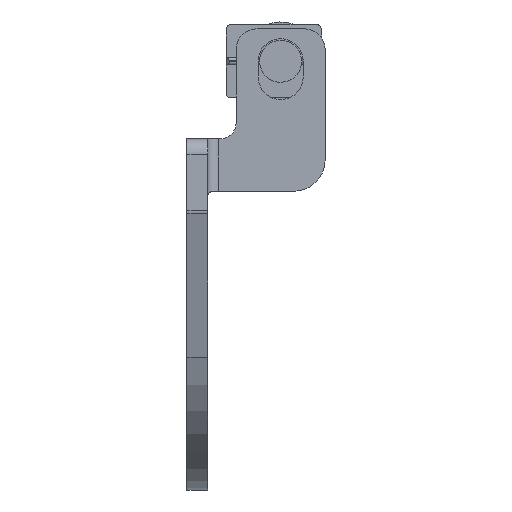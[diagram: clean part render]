
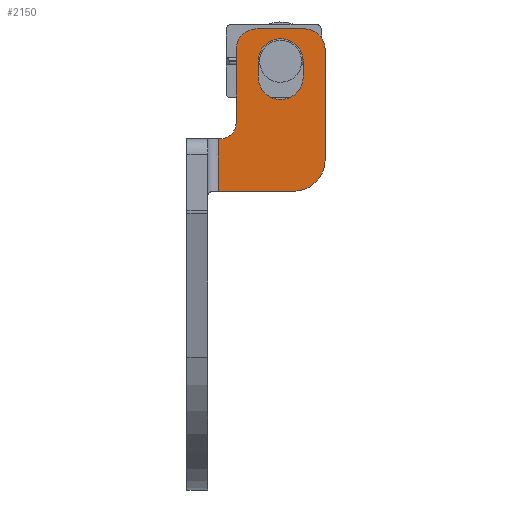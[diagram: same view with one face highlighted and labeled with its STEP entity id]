
A CAD part, front view. The second image highlights one B-rep face of the part: STEP entity #2150.
In plain terms, the highlighted planar face has unit normal (0, -1, 0).
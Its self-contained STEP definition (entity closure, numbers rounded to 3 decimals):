
#1838=AXIS2_PLACEMENT_3D('Circle Axis2P3D',#1836,#1837,$) ;
#1899=AXIS2_PLACEMENT_3D('Circle Axis2P3D',#1897,#1898,$) ;
#1951=AXIS2_PLACEMENT_3D('Circle Axis2P3D',#1949,#1950,$) ;
#1994=AXIS2_PLACEMENT_3D('Circle Axis2P3D',#1992,#1993,$) ;
#2041=AXIS2_PLACEMENT_3D('Circle Axis2P3D',#2039,#2040,$) ;
#2093=AXIS2_PLACEMENT_3D('Circle Axis2P3D',#2091,#2092,$) ;
#2111=AXIS2_PLACEMENT_3D('Plane Axis2P3D',#2108,#2109,#2110) ;
#1819=CARTESIAN_POINT('Vertex',(10.2,4.,28.5)) ;
#1833=CARTESIAN_POINT('Vertex',(13.2,4.,31.5)) ;
#1836=CARTESIAN_POINT('Axis2P3D Location',(10.2,4.,31.5)) ;
#1859=CARTESIAN_POINT('Vertex',(13.2,4.,42.)) ;
#1862=CARTESIAN_POINT('Line Origine',(13.2,4.,36.75)) ;
#1880=CARTESIAN_POINT('Vertex',(4.7,4.,35.)) ;
#1894=CARTESIAN_POINT('Vertex',(3.2,4.,33.5)) ;
#1897=CARTESIAN_POINT('Axis2P3D Location',(3.2,4.,35.)) ;
#1915=CARTESIAN_POINT('Vertex',(4.7,4.,42.)) ;
#1923=CARTESIAN_POINT('Line Origine',(4.7,4.,38.5)) ;
#1941=CARTESIAN_POINT('Vertex',(6.7,4.,44.)) ;
#1949=CARTESIAN_POINT('Axis2P3D Location',(6.7,4.,42.)) ;
#1967=CARTESIAN_POINT('Vertex',(11.2,4.,44.)) ;
#1975=CARTESIAN_POINT('Line Origine',(8.95,4.,44.)) ;
#1992=CARTESIAN_POINT('Axis2P3D Location',(11.2,4.,42.)) ;
#2004=CARTESIAN_POINT('Line Origine',(11.1,4.,40.15)) ;
#2008=CARTESIAN_POINT('Vertex',(11.1,4.,39.4)) ;
#2010=CARTESIAN_POINT('Vertex',(11.1,4.,40.9)) ;
#2039=CARTESIAN_POINT('Axis2P3D Location',(8.95,4.,39.4)) ;
#2043=CARTESIAN_POINT('Vertex',(6.8,4.,39.4)) ;
#2065=CARTESIAN_POINT('Line Origine',(6.8,4.,40.15)) ;
#2069=CARTESIAN_POINT('Vertex',(6.8,4.,40.9)) ;
#2091=CARTESIAN_POINT('Axis2P3D Location',(8.95,4.,40.9)) ;
#2108=CARTESIAN_POINT('Axis2P3D Location',(2.,4.,17.)) ;
#2113=CARTESIAN_POINT('Line Origine',(6.6,4.,28.5)) ;
#2117=CARTESIAN_POINT('Vertex',(3.,4.,28.5)) ;
#2120=CARTESIAN_POINT('Line Origine',(3.1,4.,33.5)) ;
#2124=CARTESIAN_POINT('Vertex',(3.,4.,33.5)) ;
#2127=CARTESIAN_POINT('Line Origine',(3.,4.,31.)) ;
#1837=DIRECTION('Axis2P3D Direction',(0.,-1.,0.)) ;
#1863=DIRECTION('Vector Direction',(0.,0.,-1.)) ;
#1898=DIRECTION('Axis2P3D Direction',(0.,-1.,0.)) ;
#1924=DIRECTION('Vector Direction',(0.,0.,1.)) ;
#1950=DIRECTION('Axis2P3D Direction',(0.,-1.,0.)) ;
#1976=DIRECTION('Vector Direction',(-1.,0.,0.)) ;
#1993=DIRECTION('Axis2P3D Direction',(0.,-1.,0.)) ;
#2005=DIRECTION('Vector Direction',(0.,0.,-1.)) ;
#2040=DIRECTION('Axis2P3D Direction',(0.,-1.,0.)) ;
#2066=DIRECTION('Vector Direction',(0.,0.,1.)) ;
#2092=DIRECTION('Axis2P3D Direction',(0.,-1.,0.)) ;
#2109=DIRECTION('Axis2P3D Direction',(0.,-1.,0.)) ;
#2110=DIRECTION('Axis2P3D XDirection',(0.,0.,-1.)) ;
#2114=DIRECTION('Vector Direction',(1.,0.,0.)) ;
#2121=DIRECTION('Vector Direction',(-1.,0.,0.)) ;
#2128=DIRECTION('Vector Direction',(0.,0.,1.)) ;
#1864=VECTOR('Line Direction',#1863,1.) ;
#1925=VECTOR('Line Direction',#1924,1.) ;
#1977=VECTOR('Line Direction',#1976,1.) ;
#2006=VECTOR('Line Direction',#2005,1.) ;
#2067=VECTOR('Line Direction',#2066,1.) ;
#2115=VECTOR('Line Direction',#2114,1.) ;
#2122=VECTOR('Line Direction',#2121,1.) ;
#2129=VECTOR('Line Direction',#2128,1.) ;
#2133=ORIENTED_EDGE('',*,*,#2119,.T.) ;
#2134=ORIENTED_EDGE('',*,*,#1840,.T.) ;
#2135=ORIENTED_EDGE('',*,*,#1866,.T.) ;
#2136=ORIENTED_EDGE('',*,*,#1996,.T.) ;
#2137=ORIENTED_EDGE('',*,*,#1979,.T.) ;
#2138=ORIENTED_EDGE('',*,*,#1953,.T.) ;
#2139=ORIENTED_EDGE('',*,*,#1927,.T.) ;
#2140=ORIENTED_EDGE('',*,*,#1901,.T.) ;
#2141=ORIENTED_EDGE('',*,*,#2126,.T.) ;
#2142=ORIENTED_EDGE('',*,*,#2131,.F.) ;
#2145=ORIENTED_EDGE('',*,*,#2012,.F.) ;
#2146=ORIENTED_EDGE('',*,*,#2045,.F.) ;
#2147=ORIENTED_EDGE('',*,*,#2071,.F.) ;
#2148=ORIENTED_EDGE('',*,*,#2095,.F.) ;
#2149=FACE_BOUND('',#2144,.T.) ;
#2150=ADVANCED_FACE('Hauptk\X2\00F6\X0\rper',(#2143,#2149),#2112,.T.) ;
#1839=CIRCLE('generated circle',#1838,3.) ;
#1900=CIRCLE('generated circle',#1899,1.5) ;
#1952=CIRCLE('generated circle',#1951,2.) ;
#1995=CIRCLE('generated circle',#1994,2.) ;
#2042=CIRCLE('generated circle',#2041,2.15) ;
#2094=CIRCLE('generated circle',#2093,2.15) ;
#1840=EDGE_CURVE('',#1820,#1834,#1839,.T.) ;
#1866=EDGE_CURVE('',#1834,#1860,#1865,.F.) ;
#1901=EDGE_CURVE('',#1881,#1895,#1900,.F.) ;
#1927=EDGE_CURVE('',#1916,#1881,#1926,.F.) ;
#1953=EDGE_CURVE('',#1942,#1916,#1952,.T.) ;
#1979=EDGE_CURVE('',#1968,#1942,#1978,.T.) ;
#1996=EDGE_CURVE('',#1860,#1968,#1995,.T.) ;
#2012=EDGE_CURVE('',#2009,#2011,#2007,.F.) ;
#2045=EDGE_CURVE('',#2044,#2009,#2042,.T.) ;
#2071=EDGE_CURVE('',#2070,#2044,#2068,.F.) ;
#2095=EDGE_CURVE('',#2011,#2070,#2094,.T.) ;
#2119=EDGE_CURVE('',#2118,#1820,#2116,.T.) ;
#2126=EDGE_CURVE('',#1895,#2125,#2123,.T.) ;
#2131=EDGE_CURVE('',#2118,#2125,#2130,.T.) ;
#2132=EDGE_LOOP('',(#2133,#2134,#2135,#2136,#2137,#2138,#2139,#2140,#2141,#2142)) ;
#2144=EDGE_LOOP('',(#2145,#2146,#2147,#2148)) ;
#2143=FACE_OUTER_BOUND('',#2132,.T.) ;
#1865=LINE('Line',#1862,#1864) ;
#1926=LINE('Line',#1923,#1925) ;
#1978=LINE('Line',#1975,#1977) ;
#2007=LINE('Line',#2004,#2006) ;
#2068=LINE('Line',#2065,#2067) ;
#2116=LINE('Line',#2113,#2115) ;
#2123=LINE('Line',#2120,#2122) ;
#2130=LINE('Line',#2127,#2129) ;
#2112=PLANE('',#2111) ;
#1820=VERTEX_POINT('',#1819) ;
#1834=VERTEX_POINT('',#1833) ;
#1860=VERTEX_POINT('',#1859) ;
#1881=VERTEX_POINT('',#1880) ;
#1895=VERTEX_POINT('',#1894) ;
#1916=VERTEX_POINT('',#1915) ;
#1942=VERTEX_POINT('',#1941) ;
#1968=VERTEX_POINT('',#1967) ;
#2009=VERTEX_POINT('',#2008) ;
#2011=VERTEX_POINT('',#2010) ;
#2044=VERTEX_POINT('',#2043) ;
#2070=VERTEX_POINT('',#2069) ;
#2118=VERTEX_POINT('',#2117) ;
#2125=VERTEX_POINT('',#2124) ;
